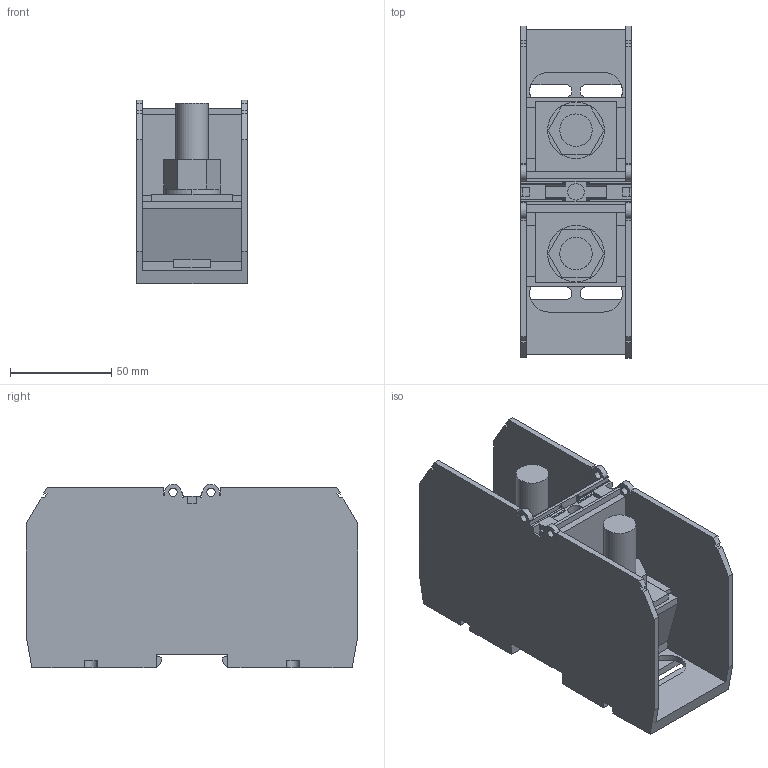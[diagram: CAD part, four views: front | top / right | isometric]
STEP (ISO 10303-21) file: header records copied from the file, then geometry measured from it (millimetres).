
FILE_DESCRIPTION(('Creo Elements/Direct Modeling STEP Export'),'2;1');
FILE_NAME('model.stp','2021-04-07T 0:41:49',(''),(''),'Creo Elements/Direct Modeling STEP processor for AP214 (Solid Model)','Creo Elements/Direct Modeling 20.1D 10-Oct-2020 (C) Parametric Technology GmbH','');
FILE_SCHEMA(('AUTOMOTIVE_DESIGN { 1 0 10303 214 1 1 1 1 }'));
Length unit declared in the file: millimetre
Products named in the file (2): RBO_16_BU-Select
Assembly tree (1 placements, depth 2):
  RBO_16_BU-Select
    RBO_16_BU-Select
Bounding box: 54.8 x 164 x 90.79 mm (x, y, z)
Volume: 339628.9 mm3; surface area: 84198.9 mm2
Topology: 1 solids, 1 shells, 249 faces, 720 edges, 476 vertices
Faces by surface type: plane 211, cylinder 38
Entity records: 9728 total; most frequent: ORIENTED_EDGE 1440, CARTESIAN_POINT 1356, DIRECTION 1156, EDGE_CURVE 720, VECTOR 604, LINE 604, VERTEX_POINT 476, AXIS2_PLACEMENT_3D 276
